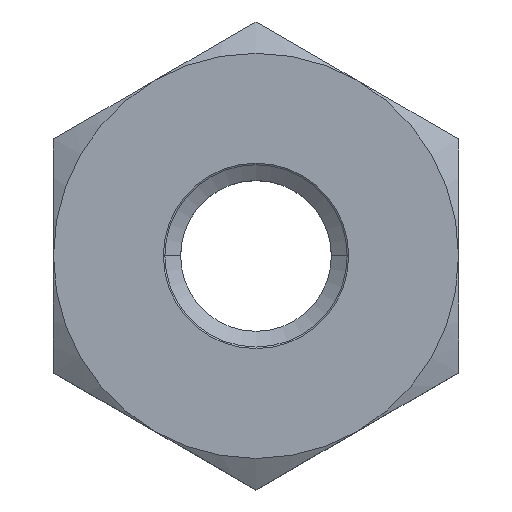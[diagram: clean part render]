
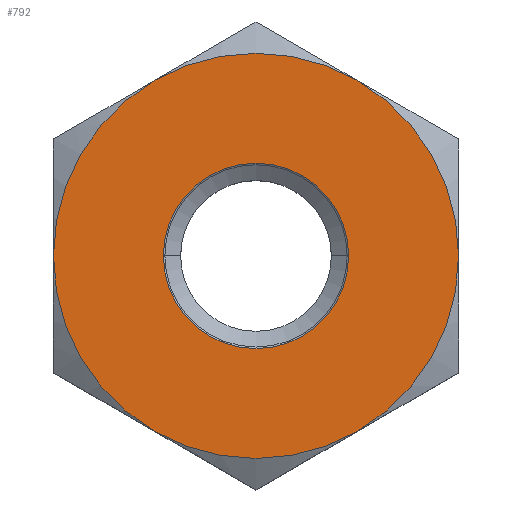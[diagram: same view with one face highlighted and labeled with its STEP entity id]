
A CAD part, top view. The second image highlights one B-rep face of the part: STEP entity #792.
In plain terms, the highlighted planar face has unit normal (0, 0, 1).
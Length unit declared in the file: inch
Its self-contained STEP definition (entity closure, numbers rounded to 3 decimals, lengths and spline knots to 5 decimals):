
#1 = CARTESIAN_POINT ( 'NONE',  ( 0., 0., 0. ) ) ;
#16 = DIRECTION ( 'NONE',  ( 0., 0., -1. ) ) ;
#31 = DIRECTION ( 'NONE',  ( 1., 0., 0. ) ) ;
#32 = DIRECTION ( 'NONE',  ( 0., 0., 1. ) ) ;
#34 = CARTESIAN_POINT ( 'NONE',  ( 0., 0., 0. ) ) ;
#39 = VERTEX_POINT ( 'NONE', #555 ) ;
#67 = VERTEX_POINT ( 'NONE', #423 ) ;
#74 = AXIS2_PLACEMENT_3D ( 'NONE', #1, #16, #605 ) ;
#107 = EDGE_CURVE ( 'NONE', #418, #1280, #382, .T. ) ;
#180 = EDGE_CURVE ( 'NONE', #823, #1012, #1124, .T. ) ;
#186 = VERTEX_POINT ( 'NONE', #725 ) ;
#193 = AXIS2_PLACEMENT_3D ( 'NONE', #615, #612, #610 ) ;
#203 = AXIS2_PLACEMENT_3D ( 'NONE', #853, #657, #847 ) ;
#233 = CARTESIAN_POINT ( 'NONE',  ( -0.047, 0.08141, 0. ) ) ;
#255 = ORIENTED_EDGE ( 'NONE', *, *, #1042, .F. ) ;
#308 = DIRECTION ( 'NONE',  ( 0., 0., -1. ) ) ;
#310 = EDGE_LOOP ( 'NONE', ( #1227, #890, #255, #1201, #1143, #1415 ) ) ;
#315 = AXIS2_PLACEMENT_3D ( 'NONE', #534, #532, #531 ) ;
#375 = AXIS2_PLACEMENT_3D ( 'NONE', #759, #308, #378 ) ;
#378 = DIRECTION ( 'NONE',  ( -1., 0., 0. ) ) ;
#382 = CIRCLE ( 'NONE', #1023, 0.094 ) ;
#384 = CIRCLE ( 'NONE', #1433, 0.094 ) ;
#410 = PLANE ( 'NONE',  #193 ) ;
#418 = VERTEX_POINT ( 'NONE', #233 ) ;
#423 = CARTESIAN_POINT ( 'NONE',  ( -0.094, 0., 0. ) ) ;
#447 = CIRCLE ( 'NONE', #1209, 0.094 ) ;
#468 = DIRECTION ( 'NONE',  ( -1., 0., 0. ) ) ;
#473 = DIRECTION ( 'NONE',  ( 0., 0., -1. ) ) ;
#475 = CARTESIAN_POINT ( 'NONE',  ( 0., 0., 0. ) ) ;
#514 = DIRECTION ( 'NONE',  ( 0., 0., -1. ) ) ;
#531 = DIRECTION ( 'NONE',  ( 1., 0., 0. ) ) ;
#532 = DIRECTION ( 'NONE',  ( 0., 0., 1. ) ) ;
#534 = CARTESIAN_POINT ( 'NONE',  ( 0., 0., 0. ) ) ;
#537 = EDGE_CURVE ( 'NONE', #186, #1280, #384, .T. ) ;
#538 = CARTESIAN_POINT ( 'NONE',  ( 0., 0., 0. ) ) ;
#555 = CARTESIAN_POINT ( 'NONE',  ( 0.047, -0.08141, 0. ) ) ;
#563 = EDGE_CURVE ( 'NONE', #186, #39, #1206, .T. ) ;
#588 = VERTEX_POINT ( 'NONE', #1107 ) ;
#605 = DIRECTION ( 'NONE',  ( -1., 0., 0. ) ) ;
#610 = DIRECTION ( 'NONE',  ( -1., 0., 0. ) ) ;
#612 = DIRECTION ( 'NONE',  ( 0., 0., -1. ) ) ;
#615 = CARTESIAN_POINT ( 'NONE',  ( 0., 0.10854, 0. ) ) ;
#626 = ORIENTED_EDGE ( 'NONE', *, *, #180, .F. ) ;
#657 = DIRECTION ( 'NONE',  ( 0., 0., 1. ) ) ;
#667 = ORIENTED_EDGE ( 'NONE', *, *, #1327, .F. ) ;
#707 = EDGE_LOOP ( 'NONE', ( #626, #667 ) ) ;
#722 = EDGE_CURVE ( 'NONE', #588, #67, #447, .T. ) ;
#724 = CIRCLE ( 'NONE', #375, 0.094 ) ;
#725 = CARTESIAN_POINT ( 'NONE',  ( 0.094, 0., 0. ) ) ;
#754 = DIRECTION ( 'NONE',  ( -1., 0., 0. ) ) ;
#759 = CARTESIAN_POINT ( 'NONE',  ( 0., 0., 0. ) ) ;
#792 = ADVANCED_FACE ( 'NONE', ( #1356, #900 ), #410, .F. ) ;
#801 = CARTESIAN_POINT ( 'NONE',  ( 0.043, 0., 0. ) ) ;
#823 = VERTEX_POINT ( 'NONE', #801 ) ;
#847 = DIRECTION ( 'NONE',  ( 1., 0., 0. ) ) ;
#853 = CARTESIAN_POINT ( 'NONE',  ( 0., 0., 0. ) ) ;
#890 = ORIENTED_EDGE ( 'NONE', *, *, #722, .F. ) ;
#900 = FACE_BOUND ( 'NONE', #707, .T. ) ;
#922 = CARTESIAN_POINT ( 'NONE',  ( -0.043, 0., 0. ) ) ;
#987 = CIRCLE ( 'NONE', #315, 0.043 ) ;
#1012 = VERTEX_POINT ( 'NONE', #922 ) ;
#1023 = AXIS2_PLACEMENT_3D ( 'NONE', #1256, #1312, #1310 ) ;
#1042 = EDGE_CURVE ( 'NONE', #39, #588, #1296, .T. ) ;
#1107 = CARTESIAN_POINT ( 'NONE',  ( -0.047, -0.08141, 0. ) ) ;
#1120 = AXIS2_PLACEMENT_3D ( 'NONE', #538, #514, #754 ) ;
#1124 = CIRCLE ( 'NONE', #203, 0.043 ) ;
#1143 = ORIENTED_EDGE ( 'NONE', *, *, #537, .T. ) ;
#1201 = ORIENTED_EDGE ( 'NONE', *, *, #563, .F. ) ;
#1206 = CIRCLE ( 'NONE', #74, 0.094 ) ;
#1209 = AXIS2_PLACEMENT_3D ( 'NONE', #475, #473, #468 ) ;
#1227 = ORIENTED_EDGE ( 'NONE', *, *, #1337, .F. ) ;
#1256 = CARTESIAN_POINT ( 'NONE',  ( 0., 0., 0. ) ) ;
#1268 = CARTESIAN_POINT ( 'NONE',  ( 0.047, 0.08141, 0. ) ) ;
#1280 = VERTEX_POINT ( 'NONE', #1268 ) ;
#1296 = CIRCLE ( 'NONE', #1120, 0.094 ) ;
#1310 = DIRECTION ( 'NONE',  ( -1., 0., 0. ) ) ;
#1312 = DIRECTION ( 'NONE',  ( 0., 0., -1. ) ) ;
#1327 = EDGE_CURVE ( 'NONE', #1012, #823, #987, .T. ) ;
#1337 = EDGE_CURVE ( 'NONE', #67, #418, #724, .T. ) ;
#1356 = FACE_OUTER_BOUND ( 'NONE', #310, .T. ) ;
#1415 = ORIENTED_EDGE ( 'NONE', *, *, #107, .F. ) ;
#1433 = AXIS2_PLACEMENT_3D ( 'NONE', #34, #32, #31 ) ;
